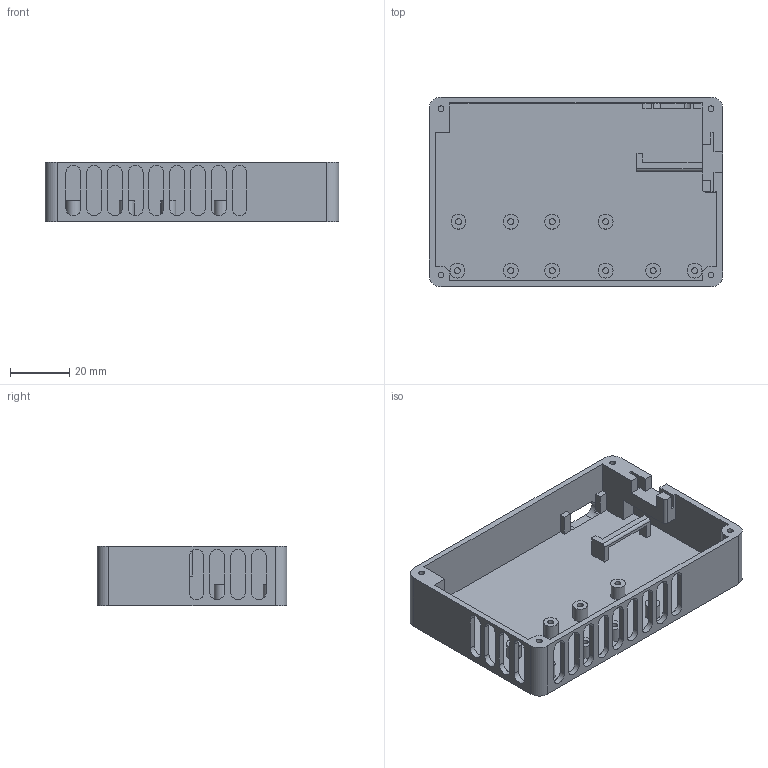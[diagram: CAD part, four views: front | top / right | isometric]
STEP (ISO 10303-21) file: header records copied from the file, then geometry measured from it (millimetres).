
FILE_DESCRIPTION(('FreeCAD Model'),'2;1');
FILE_NAME('Open CASCADE Shape Model','2025-10-17T18:20:17',(''),(''), 'Open CASCADE STEP processor 7.8','FreeCAD','Unknown');
FILE_SCHEMA(('AUTOMOTIVE_DESIGN { 1 0 10303 214 1 1 1 1 }'));
Length unit declared in the file: millimetre
Products named in the file (1): Body
Bounding box: 99 x 64 x 20 mm (x, y, z)
Volume: 25893.4 mm3; surface area: 25372.1 mm2
Topology: 1 solids, 1 shells, 163 faces, 442 edges, 289 vertices
Faces by surface type: plane 103, cylinder 60
Full cylindrical faces by diameter (mm): 2 x14, 5 x10
Entity records: 5213 total; most frequent: DIRECTION 903, CARTESIAN_POINT 889, ORIENTED_EDGE 876, EDGE_CURVE 438, AXIS2_PLACEMENT_3D 301, LINE 301, VECTOR 301, VERTEX_POINT 287
